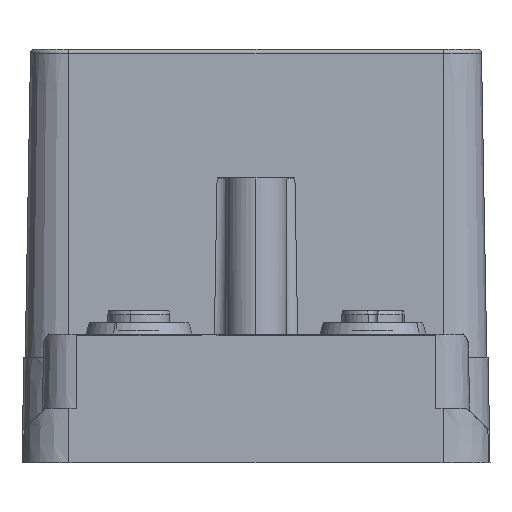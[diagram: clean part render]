
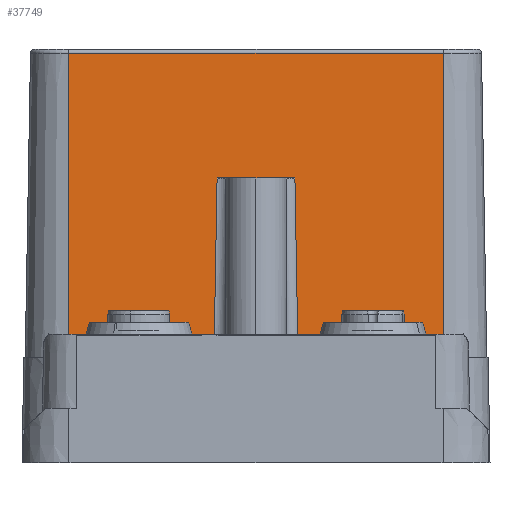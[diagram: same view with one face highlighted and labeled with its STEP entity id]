
A CAD part, front view. The second image highlights one B-rep face of the part: STEP entity #37749.
In plain terms, the highlighted planar face has unit normal (0, -1, 0.018).
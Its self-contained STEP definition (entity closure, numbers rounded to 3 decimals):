
#37694=AXIS2_PLACEMENT_3D('Plane Axis2P3D',#37691,#37692,#37693) ;
#2615=CARTESIAN_POINT('Vertex',(54.,80.609,13.5)) ;
#2618=CARTESIAN_POINT('Line Origine',(44.695,80.609,13.5)) ;
#2622=CARTESIAN_POINT('Vertex',(35.391,80.609,13.5)) ;
#2688=CARTESIAN_POINT('Vertex',(24.609,80.609,13.5)) ;
#2691=CARTESIAN_POINT('Line Origine',(15.304,80.609,13.5)) ;
#2695=CARTESIAN_POINT('Vertex',(6.,80.609,13.5)) ;
#37676=CARTESIAN_POINT('Vertex',(54.,81.29,52.509)) ;
#37679=CARTESIAN_POINT('Line Origine',(54.,80.949,33.)) ;
#37691=CARTESIAN_POINT('Axis2P3D Location',(59.6,80.6,13.)) ;
#37697=CARTESIAN_POINT('Control Point',(25.01,81.01,36.5)) ;
#37698=CARTESIAN_POINT('Control Point',(24.609,80.609,13.5)) ;
#37699=CARTESIAN_POINT('Vertex',(25.01,81.01,36.5)) ;
#37703=CARTESIAN_POINT('Control Point',(26.51,81.01,36.5)) ;
#37704=CARTESIAN_POINT('Control Point',(25.01,81.01,36.5)) ;
#37705=CARTESIAN_POINT('Vertex',(26.51,81.01,36.5)) ;
#37708=CARTESIAN_POINT('Line Origine',(30.,81.01,36.5)) ;
#37712=CARTESIAN_POINT('Vertex',(33.49,81.01,36.5)) ;
#37716=CARTESIAN_POINT('Control Point',(34.99,81.01,36.5)) ;
#37717=CARTESIAN_POINT('Control Point',(33.49,81.01,36.5)) ;
#37718=CARTESIAN_POINT('Vertex',(34.99,81.01,36.5)) ;
#37722=CARTESIAN_POINT('Control Point',(34.99,81.01,36.5)) ;
#37723=CARTESIAN_POINT('Control Point',(35.391,80.609,13.5)) ;
#37725=CARTESIAN_POINT('Line Origine',(30.,81.29,52.509)) ;
#37729=CARTESIAN_POINT('Vertex',(6.,81.29,52.509)) ;
#37732=CARTESIAN_POINT('Line Origine',(6.,80.949,33.)) ;
#2619=DIRECTION('Vector Direction',(-1.,0.,0.)) ;
#2692=DIRECTION('Vector Direction',(-1.,0.,0.)) ;
#37680=DIRECTION('Vector Direction',(0.,-0.017,-1.)) ;
#37692=DIRECTION('Axis2P3D Direction',(0.,-1.,0.017)) ;
#37693=DIRECTION('Axis2P3D XDirection',(-1.,0.,0.)) ;
#37709=DIRECTION('Vector Direction',(-1.,0.,0.)) ;
#37726=DIRECTION('Vector Direction',(-1.,0.,0.)) ;
#37733=DIRECTION('Vector Direction',(0.,-0.017,-1.)) ;
#2620=VECTOR('Line Direction',#2619,1.) ;
#2693=VECTOR('Line Direction',#2692,1.) ;
#37681=VECTOR('Line Direction',#37680,1.) ;
#37710=VECTOR('Line Direction',#37709,1.) ;
#37727=VECTOR('Line Direction',#37726,1.) ;
#37734=VECTOR('Line Direction',#37733,1.) ;
#37738=ORIENTED_EDGE('',*,*,#2697,.F.) ;
#37739=ORIENTED_EDGE('',*,*,#37701,.F.) ;
#37740=ORIENTED_EDGE('',*,*,#37707,.T.) ;
#37741=ORIENTED_EDGE('',*,*,#37714,.T.) ;
#37742=ORIENTED_EDGE('',*,*,#37720,.T.) ;
#37743=ORIENTED_EDGE('',*,*,#37724,.T.) ;
#37744=ORIENTED_EDGE('',*,*,#2624,.F.) ;
#37745=ORIENTED_EDGE('',*,*,#37683,.T.) ;
#37746=ORIENTED_EDGE('',*,*,#37731,.F.) ;
#37747=ORIENTED_EDGE('',*,*,#37736,.F.) ;
#37749=ADVANCED_FACE('Hauptk\X2\00F6\X0\rper',(#37748),#37695,.T.) ;
#37696=B_SPLINE_CURVE_WITH_KNOTS('',1,(#37697,#37698),.UNSPECIFIED.,.F.,.U.,(2,2),(-3.747,19.26),.UNSPECIFIED.) ;
#37702=B_SPLINE_CURVE_WITH_KNOTS('',1,(#37703,#37704),.UNSPECIFIED.,.F.,.U.,(2,2),(-0.75,0.75),.UNSPECIFIED.) ;
#37715=B_SPLINE_CURVE_WITH_KNOTS('',1,(#37716,#37717),.UNSPECIFIED.,.F.,.U.,(2,2),(-0.75,0.75),.UNSPECIFIED.) ;
#37721=B_SPLINE_CURVE_WITH_KNOTS('',1,(#37722,#37723),.UNSPECIFIED.,.F.,.U.,(2,2),(-3.747,19.26),.UNSPECIFIED.) ;
#2624=EDGE_CURVE('',#2616,#2623,#2621,.T.) ;
#2697=EDGE_CURVE('',#2689,#2696,#2694,.T.) ;
#37683=EDGE_CURVE('',#2616,#37677,#37682,.F.) ;
#37701=EDGE_CURVE('',#37700,#2689,#37696,.T.) ;
#37707=EDGE_CURVE('',#37700,#37706,#37702,.F.) ;
#37714=EDGE_CURVE('',#37706,#37713,#37711,.F.) ;
#37720=EDGE_CURVE('',#37713,#37719,#37715,.F.) ;
#37724=EDGE_CURVE('',#37719,#2623,#37721,.T.) ;
#37731=EDGE_CURVE('',#37730,#37677,#37728,.F.) ;
#37736=EDGE_CURVE('',#2696,#37730,#37735,.F.) ;
#37737=EDGE_LOOP('',(#37738,#37739,#37740,#37741,#37742,#37743,#37744,#37745,#37746,#37747)) ;
#37748=FACE_OUTER_BOUND('',#37737,.T.) ;
#2621=LINE('Line',#2618,#2620) ;
#2694=LINE('Line',#2691,#2693) ;
#37682=LINE('Line',#37679,#37681) ;
#37711=LINE('Line',#37708,#37710) ;
#37728=LINE('Line',#37725,#37727) ;
#37735=LINE('Line',#37732,#37734) ;
#37695=PLANE('',#37694) ;
#2616=VERTEX_POINT('',#2615) ;
#2623=VERTEX_POINT('',#2622) ;
#2689=VERTEX_POINT('',#2688) ;
#2696=VERTEX_POINT('',#2695) ;
#37677=VERTEX_POINT('',#37676) ;
#37700=VERTEX_POINT('',#37699) ;
#37706=VERTEX_POINT('',#37705) ;
#37713=VERTEX_POINT('',#37712) ;
#37719=VERTEX_POINT('',#37718) ;
#37730=VERTEX_POINT('',#37729) ;
